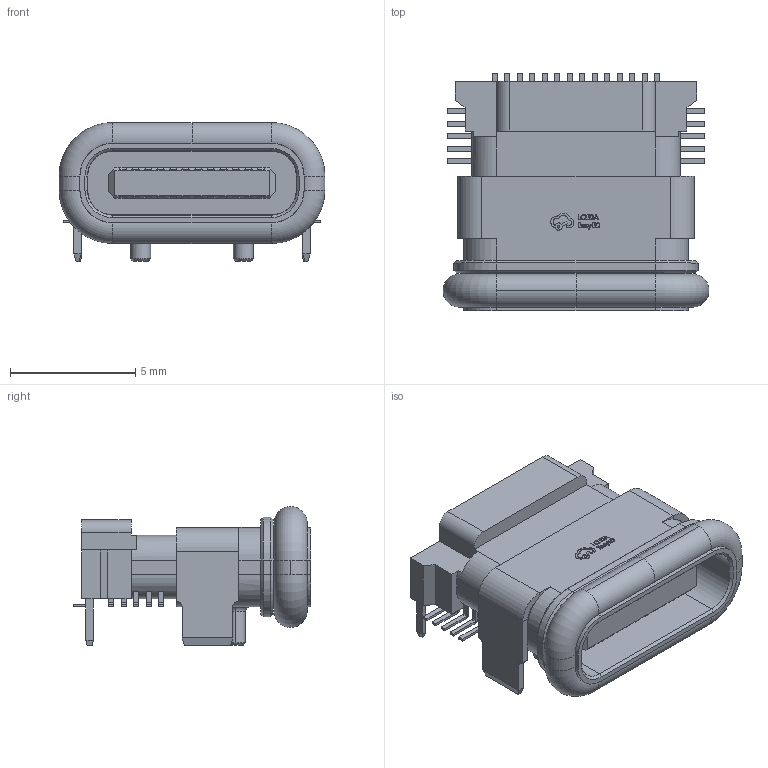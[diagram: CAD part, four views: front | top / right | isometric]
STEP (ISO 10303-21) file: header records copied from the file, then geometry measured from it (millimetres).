
FILE_DESCRIPTION (( 'STEP AP214' ), '1' );
FILE_NAME ('TYPE-C-SMD_GT-USB-7018.STEP', '2022-06-22T07:57:53', ( '' ), ( '' ), 'SwSTEP 2.0', 'SolidWorks 2020', '' );
FILE_SCHEMA (( 'AUTOMOTIVE_DESIGN' ));
Length unit declared in the file: millimetre
Products named in the file (1): TYPE-C-SMD_GT-USB-7018
Bounding box: 10.61 x 9.47 x 5.54 mm (x, y, z)
Volume: 194.8 mm3; surface area: 695.7 mm2
Topology: 3 solids, 3 shells, 972 faces, 2361 edges, 1460 vertices
Faces by surface type: plane 756, cylinder 96, bspline 96, cone 16, torus 8
Entity records: 37643 total; most frequent: CARTESIAN_POINT 6066, ORIENTED_EDGE 4722, DIRECTION 4157, EDGE_CURVE 2361, LINE 1935, VECTOR 1935, VERTEX_POINT 1460, AXIS2_PLACEMENT_3D 1111
